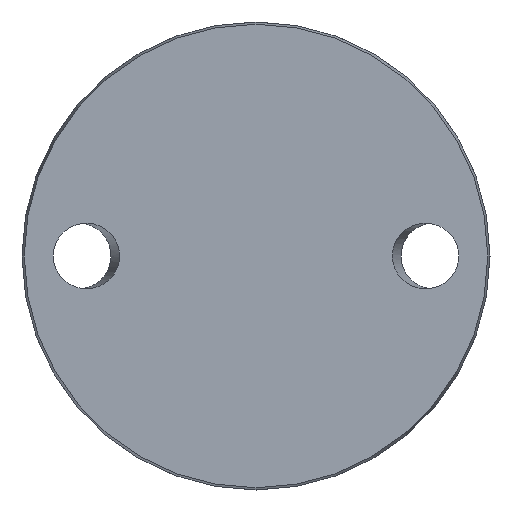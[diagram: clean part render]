
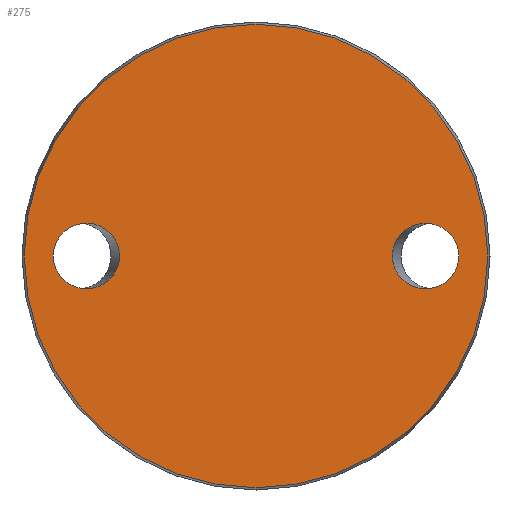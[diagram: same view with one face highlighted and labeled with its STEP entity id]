
A CAD part, front view. The second image highlights one B-rep face of the part: STEP entity #275.
In plain terms, the highlighted planar face has unit normal (0, -1, 0).
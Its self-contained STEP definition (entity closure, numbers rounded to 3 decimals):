
#24 = CARTESIAN_POINT ( 'NONE',  ( -34.385, 0., -16.5 ) ) ;
#36 = PLANE ( 'NONE',  #524 ) ;
#48 = CARTESIAN_POINT ( 'NONE',  ( 51.115, 0., 0. ) ) ;
#54 = ORIENTED_EDGE ( 'NONE', *, *, #637, .T. ) ;
#65 = EDGE_LOOP ( 'NONE', ( #741 ) ) ;
#96 = CARTESIAN_POINT ( 'NONE',  ( 34.385, 0., -16.5 ) ) ;
#102 = DIRECTION ( 'NONE',  ( 0., 0., -1. ) ) ;
#142 = CARTESIAN_POINT ( 'NONE',  ( -51.115, 0., 16.5 ) ) ;
#152 = CARTESIAN_POINT ( 'NONE',  ( 34.385, 0., 0. ) ) ;
#155 = DIRECTION ( 'NONE',  ( 0., -1., 0. ) ) ;
#176 = CARTESIAN_POINT ( 'NONE',  ( -51.115, 0., 0. ) ) ;
#215 = FACE_BOUND ( 'NONE', #307, .T. ) ;
#217 = CARTESIAN_POINT ( 'NONE',  ( 51.115, 0., -16.5 ) ) ;
#220 = ORIENTED_EDGE ( 'NONE', *, *, #547, .T. ) ;
#227 = VERTEX_POINT ( 'NONE', #595 ) ;
#257 =( BOUNDED_CURVE ( )  B_SPLINE_CURVE ( 3, ( #702, #142, #390, #573, #24, #272, #515 ),
 .UNSPECIFIED., .T., .T. ) 
 B_SPLINE_CURVE_WITH_KNOTS ( ( 4, 3, 4 ),
 ( 0., 3.142, 6.283 ),
 .UNSPECIFIED. ) 
 CURVE ( )  GEOMETRIC_REPRESENTATION_ITEM ( )  RATIONAL_B_SPLINE_CURVE ( ( 1., 0.333, 0.333, 1., 0.333, 0.333, 1. ) ) 
 REPRESENTATION_ITEM ( '' )  );
#264 = EDGE_CURVE ( 'NONE', #227, #227, #562, .T. ) ;
#272 = CARTESIAN_POINT ( 'NONE',  ( -51.115, 0., -16.5 ) ) ;
#275 = ADVANCED_FACE ( 'NONE', ( #215, #339, #775 ), #36, .F. ) ;
#278 = VERTEX_POINT ( 'NONE', #48 ) ;
#296 = CARTESIAN_POINT ( 'NONE',  ( 51.115, 0., 0. ) ) ;
#307 = EDGE_LOOP ( 'NONE', ( #220 ) ) ;
#339 = FACE_BOUND ( 'NONE', #691, .T. ) ;
#350 = DIRECTION ( 'NONE',  ( 0., 0., 1. ) ) ;
#354 = CARTESIAN_POINT ( 'NONE',  ( 0., 0., 0. ) ) ;
#363 =( BOUNDED_CURVE ( )  B_SPLINE_CURVE ( 3, ( #410, #217, #96, #152, #401, #589, #296 ),
 .UNSPECIFIED., .T., .T. ) 
 B_SPLINE_CURVE_WITH_KNOTS ( ( 4, 3, 4 ),
 ( 0., 3.142, 6.283 ),
 .UNSPECIFIED. ) 
 CURVE ( )  GEOMETRIC_REPRESENTATION_ITEM ( )  RATIONAL_B_SPLINE_CURVE ( ( 1., 0.333, 0.333, 1., 0.333, 0.333, 1. ) ) 
 REPRESENTATION_ITEM ( '' )  );
#390 = CARTESIAN_POINT ( 'NONE',  ( -34.385, 0., 16.5 ) ) ;
#401 = CARTESIAN_POINT ( 'NONE',  ( 34.385, 0., 16.5 ) ) ;
#410 = CARTESIAN_POINT ( 'NONE',  ( 51.115, 0., 0. ) ) ;
#421 = AXIS2_PLACEMENT_3D ( 'NONE', #354, #155, #102 ) ;
#449 = VERTEX_POINT ( 'NONE', #176 ) ;
#515 = CARTESIAN_POINT ( 'NONE',  ( -51.115, 0., 0. ) ) ;
#524 = AXIS2_PLACEMENT_3D ( 'NONE', #654, #785, #350 ) ;
#547 = EDGE_CURVE ( 'NONE', #449, #449, #257, .T. ) ;
#562 = CIRCLE ( 'NONE', #421, 58.425 ) ;
#573 = CARTESIAN_POINT ( 'NONE',  ( -34.385, 0., 0. ) ) ;
#589 = CARTESIAN_POINT ( 'NONE',  ( 51.115, 0., 16.5 ) ) ;
#595 = CARTESIAN_POINT ( 'NONE',  ( 0., 0., -58.425 ) ) ;
#637 = EDGE_CURVE ( 'NONE', #278, #278, #363, .T. ) ;
#654 = CARTESIAN_POINT ( 'NONE',  ( -58.425, 0., 0. ) ) ;
#691 = EDGE_LOOP ( 'NONE', ( #54 ) ) ;
#702 = CARTESIAN_POINT ( 'NONE',  ( -51.115, 0., 0. ) ) ;
#741 = ORIENTED_EDGE ( 'NONE', *, *, #264, .T. ) ;
#775 = FACE_OUTER_BOUND ( 'NONE', #65, .T. ) ;
#785 = DIRECTION ( 'NONE',  ( 0., 1., 0. ) ) ;
